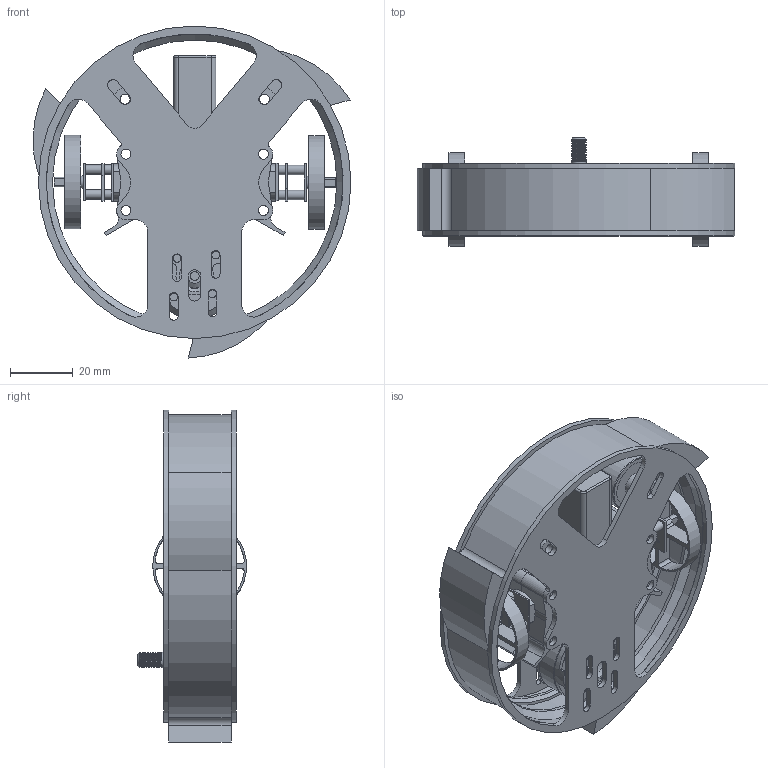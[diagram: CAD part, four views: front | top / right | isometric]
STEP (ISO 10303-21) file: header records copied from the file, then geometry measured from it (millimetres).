
FILE_DESCRIPTION(/* description */ (''),/* implementation_level */ '2;1');
FILE_NAME(/* name */ 'dddaaf7b-c156-4165-8da8-8f85a0b0ce1f.stp',/* time_stamp */ '2022-05-14T18:09:04Z',/* author */ (''),/* organization */ (''),/* preprocessor_version */ 'ST-DEVELOPER v19',/* originating_system */ 'Autodesk Translation Framework v11.7.0.108',/* authorisation */ '');
FILE_SCHEMA (('AUTOMOTIVE_DESIGN { 1 0 10303 214 3 1 1 }'));
Length unit declared in the file: millimetre
Products named in the file (13): SpinnerV3; MicroGearmotor v3; WheelV2; Tattu 300mAh; RS2205 Readytosky; Component1; BaseplateV2 v1; RingV3; LauflagerHalter; Laufrad; MotorHalterL; MotorHalterR; SpinnerV3_BaseplateV2 v1
Assembly tree (16 placements, depth 3):
  SpinnerV3
    WheelV2  x2
    MicroGearmotor v3  x2
    Tattu 300mAh
    RS2205 Readytosky
      Component1
    BaseplateV2 v1
    RingV3
    LauflagerHalter  x2
    Laufrad  x2
    MotorHalterL
    MotorHalterR
    SpinnerV3_BaseplateV2 v1
Bounding box: 101.73 x 34.9 x 106.23 mm (x, y, z)
Volume: 59845.6 mm3; surface area: 61500.1 mm2
Topology: 50 solids, 50 shells, 908 faces, 2418 edges, 1611 vertices
Faces by surface type: cylinder 436, plane 409, cone 45, bspline 10, torus 8
Full cylindrical faces by diameter (mm): 1 x6, 1.139 x12, 1.271 x4, 1.538 x8, 1.6 x8, 1.8 x4, 2 x3, 2.22 x1, 2.5 x4, 2.83 x1, 3 x10, 3.2 x20, 3.99 x8, 4 x2, 4.901 x9, 5 x4, 5.9 x4, 6 x2, 7.2 x4, 7.746 x1, 8 x1, 9 x2, 9.267 x1, 9.791 x1, 10.763 x1, 13 x4, 15 x4, 18 x2, 23.931 x1, 24.848 x1
Entity records: 33662 total; most frequent: CARTESIAN_POINT 14921, DIRECTION 3875, ORIENTED_EDGE 3794, EDGE_CURVE 1897, AXIS2_PLACEMENT_3D 1450, VERTEX_POINT 1265, LINE 975, VECTOR 975
